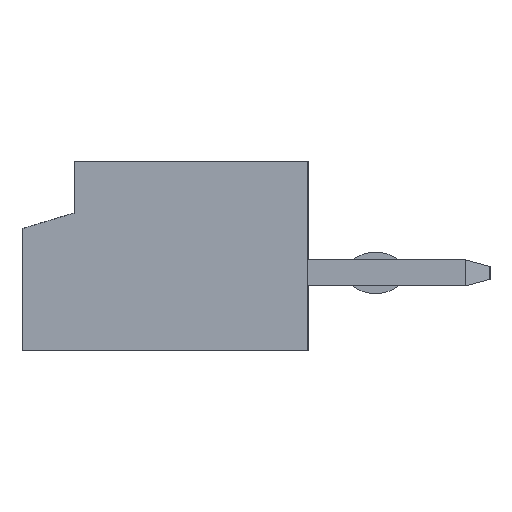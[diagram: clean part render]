
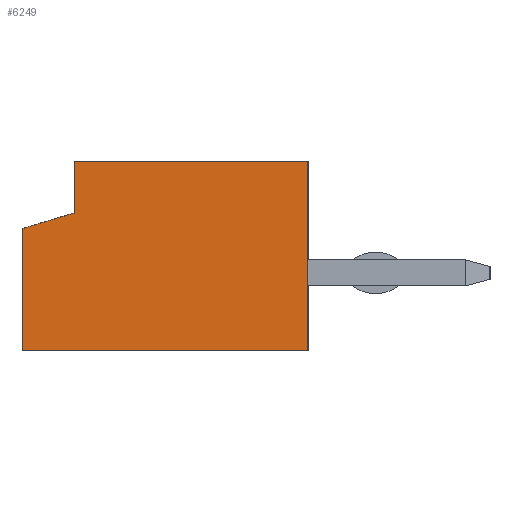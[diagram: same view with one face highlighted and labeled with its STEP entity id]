
A CAD part, left-side view. The second image highlights one B-rep face of the part: STEP entity #6249.
In plain terms, the highlighted planar face has unit normal (-1, 0, 0).
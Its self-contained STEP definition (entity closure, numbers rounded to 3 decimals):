
#49=DIRECTION('',(0.,-1.,0.));
#50=VECTOR('',#49,5.5);
#51=CARTESIAN_POINT('',(-12.,2.75,-1.825));
#52=LINE('',#51,#50);
#741=DIRECTION('',(0.,-1.,0.));
#742=VECTOR('',#741,4.5);
#743=CARTESIAN_POINT('',(-12.,1.75,1.825));
#744=LINE('',#743,#742);
#833=DIRECTION('',(0.,0.,1.));
#834=VECTOR('',#833,3.65);
#835=CARTESIAN_POINT('',(-12.,-2.75,-1.825));
#836=LINE('',#835,#834);
#1121=DIRECTION('',(0.,0.,-1.));
#1122=VECTOR('',#1121,1.);
#1123=CARTESIAN_POINT('',(-12.,1.75,1.825));
#1124=LINE('',#1123,#1122);
#1125=DIRECTION('',(0.,0.,1.));
#1126=VECTOR('',#1125,2.35);
#1127=CARTESIAN_POINT('',(-12.,2.75,-1.825));
#1128=LINE('',#1127,#1126);
#1129=DIRECTION('',(0.,0.958,-0.287));
#1130=VECTOR('',#1129,1.044);
#1131=CARTESIAN_POINT('',(-12.,1.75,0.825));
#1132=LINE('',#1131,#1130);
#3853=CARTESIAN_POINT('',(-12.,2.75,-1.825));
#3854=CARTESIAN_POINT('',(-12.,-2.75,-1.825));
#3855=VERTEX_POINT('',#3853);
#3856=VERTEX_POINT('',#3854);
#3861=CARTESIAN_POINT('',(-12.,-2.75,1.825));
#3862=VERTEX_POINT('',#3861);
#3869=CARTESIAN_POINT('',(-12.,1.75,1.825));
#3871=VERTEX_POINT('',#3869);
#3877=CARTESIAN_POINT('',(-12.,1.75,0.825));
#3878=VERTEX_POINT('',#3877);
#3879=CARTESIAN_POINT('',(-12.,2.75,0.525));
#3880=VERTEX_POINT('',#3879);
#6235=CARTESIAN_POINT('',(-12.,2.75,-1.825));
#6236=DIRECTION('',(-1.,0.,0.));
#6237=DIRECTION('',(0.,-1.,0.));
#6238=AXIS2_PLACEMENT_3D('',#6235,#6236,#6237);
#6239=PLANE('',#6238);
#6240=ORIENTED_EDGE('',*,*,#5508,.F.);
#6241=ORIENTED_EDGE('',*,*,#5623,.T.);
#6242=ORIENTED_EDGE('',*,*,#5713,.F.);
#6243=ORIENTED_EDGE('',*,*,#5070,.F.);
#6245=ORIENTED_EDGE('',*,*,#6244,.T.);
#6246=ORIENTED_EDGE('',*,*,#5476,.F.);
#6247=EDGE_LOOP('',(#6240,#6241,#6242,#6243,#6245,#6246));
#6248=FACE_OUTER_BOUND('',#6247,.F.);
#6249=ADVANCED_FACE('',(#6248),#6239,.T.);
#5070=EDGE_CURVE('',#3855,#3856,#52,.T.);
#5476=EDGE_CURVE('',#3878,#3880,#1132,.T.);
#5508=EDGE_CURVE('',#3871,#3878,#1124,.T.);
#5623=EDGE_CURVE('',#3871,#3862,#744,.T.);
#5713=EDGE_CURVE('',#3856,#3862,#836,.T.);
#6244=EDGE_CURVE('',#3855,#3880,#1128,.T.);
